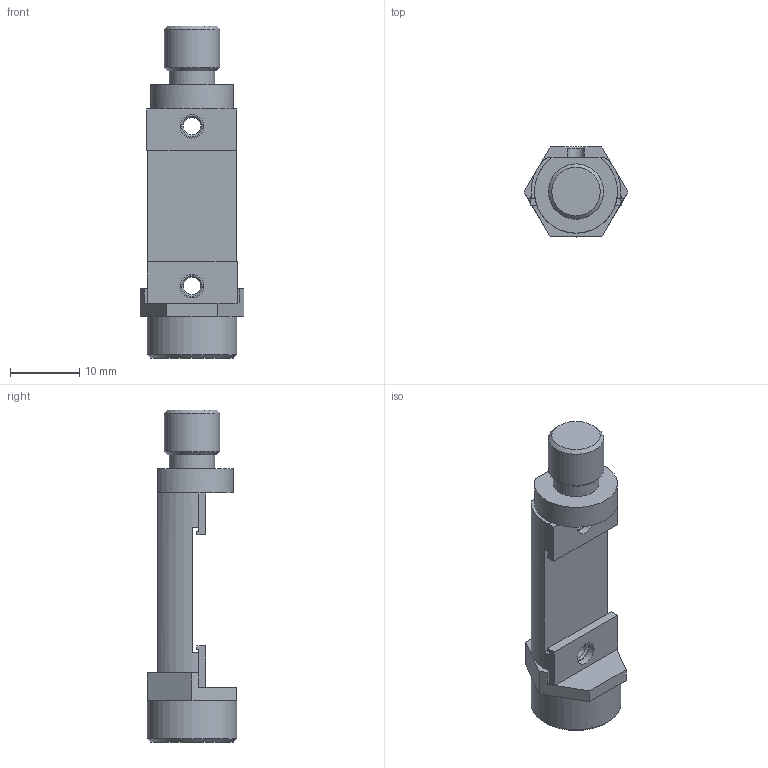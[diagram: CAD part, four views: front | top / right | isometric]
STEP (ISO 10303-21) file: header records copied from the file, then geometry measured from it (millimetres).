
FILE_DESCRIPTION(/* description */ (''),/* implementation_level */ '2;1');
FILE_NAME(/* name */ 'Hector STM sample holder.stp',/* time_stamp */ '2018-02-12T14:42:54+01:00',/* author */ (''),/* organization */ (''),/* preprocessor_version */ 'ST-DEVELOPER v16',/* originating_system */ 'SIEMENS PLM Software NX 10.0',/* authorisation */ '');
FILE_SCHEMA (('AUTOMOTIVE_DESIGN { 1 0 10303 214 3 1 1 1 }'));
Length unit declared in the file: millimetre
Products named in the file (3): BL29-ME-XMCD-AC26_A; BL29-ME-XMCD-AC27_A; Hector STM sample holder
Assembly tree (3 placements, depth 2):
  Hector STM sample holder
    BL29-ME-XMCD-AC27_A  x2
    BL29-ME-XMCD-AC26_A
Bounding box: 15.01 x 13 x 48 mm (x, y, z)
Volume: 3708.7 mm3; surface area: 2486 mm2
Topology: 3 solids, 3 shells, 63 faces, 155 edges, 100 vertices
Faces by surface type: plane 46, cylinder 10, cone 7
Full cylindrical faces by diameter (mm): 2.5 x2, 3.4 x2, 6.6 x1, 8 x1, 13 x1
Entity records: 1589 total; most frequent: DIRECTION 270, CARTESIAN_POINT 262, ORIENTED_EDGE 234, EDGE_CURVE 117, AXIS2_PLACEMENT_3D 97, VERTEX_POINT 80, LINE 76, VECTOR 76
